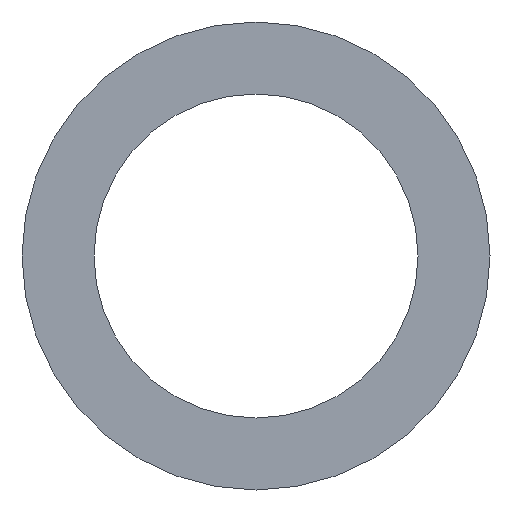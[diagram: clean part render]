
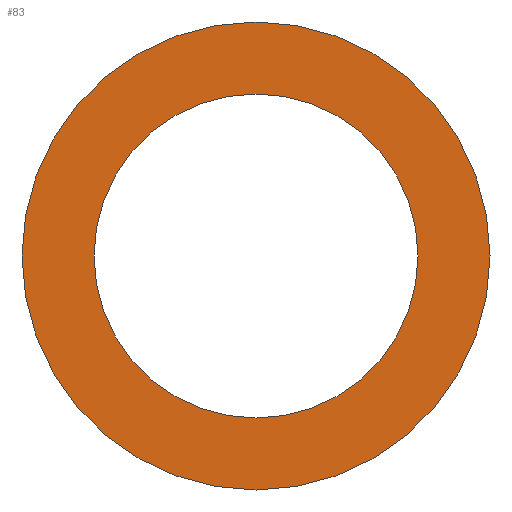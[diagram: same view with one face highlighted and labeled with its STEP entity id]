
A CAD part, front view. The second image highlights one B-rep face of the part: STEP entity #83.
In plain terms, the highlighted planar face has unit normal (0, -1, 0).
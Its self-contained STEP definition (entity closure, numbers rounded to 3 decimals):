
#12 = DIRECTION ( 'NONE',  ( 0., 1., 0. ) ) ;
#17 = DIRECTION ( 'NONE',  ( 0., 1., 0. ) ) ;
#21 = EDGE_LOOP ( 'NONE', ( #177, #67 ) ) ;
#43 = VERTEX_POINT ( 'NONE', #138 ) ;
#48 = AXIS2_PLACEMENT_3D ( 'NONE', #165, #17, #90 ) ;
#59 = EDGE_CURVE ( 'NONE', #43, #102, #99, .T. ) ;
#67 = ORIENTED_EDGE ( 'NONE', *, *, #59, .T. ) ;
#72 = CARTESIAN_POINT ( 'NONE',  ( 0., 0., 6.5 ) ) ;
#73 = DIRECTION ( 'NONE',  ( 0., 1., 0. ) ) ;
#76 = EDGE_CURVE ( 'NONE', #128, #147, #247, .T. ) ;
#83 = ADVANCED_FACE ( 'NONE', ( #242, #209 ), #114, .F. ) ;
#87 = DIRECTION ( 'NONE',  ( 0., 0., 1. ) ) ;
#90 = DIRECTION ( 'NONE',  ( 0., 0., 1. ) ) ;
#91 = DIRECTION ( 'NONE',  ( 0., 0., 1. ) ) ;
#99 = CIRCLE ( 'NONE', #115, 4.5 ) ;
#102 = VERTEX_POINT ( 'NONE', #245 ) ;
#110 = CARTESIAN_POINT ( 'NONE',  ( 0., 0., -6.5 ) ) ;
#114 = PLANE ( 'NONE',  #150 ) ;
#115 = AXIS2_PLACEMENT_3D ( 'NONE', #219, #169, #151 ) ;
#126 = AXIS2_PLACEMENT_3D ( 'NONE', #137, #223, #87 ) ;
#128 = VERTEX_POINT ( 'NONE', #110 ) ;
#137 = CARTESIAN_POINT ( 'NONE',  ( 0., 0., 0. ) ) ;
#138 = CARTESIAN_POINT ( 'NONE',  ( 0., 0., 4.5 ) ) ;
#141 = EDGE_LOOP ( 'NONE', ( #143, #200 ) ) ;
#143 = ORIENTED_EDGE ( 'NONE', *, *, #76, .F. ) ;
#147 = VERTEX_POINT ( 'NONE', #72 ) ;
#150 = AXIS2_PLACEMENT_3D ( 'NONE', #167, #73, #191 ) ;
#151 = DIRECTION ( 'NONE',  ( 0., 0., 1. ) ) ;
#165 = CARTESIAN_POINT ( 'NONE',  ( 0., 0., 0. ) ) ;
#167 = CARTESIAN_POINT ( 'NONE',  ( 0., 0., 0. ) ) ;
#169 = DIRECTION ( 'NONE',  ( 0., 1., 0. ) ) ;
#177 = ORIENTED_EDGE ( 'NONE', *, *, #239, .T. ) ;
#191 = DIRECTION ( 'NONE',  ( 0., 0., 1. ) ) ;
#199 = AXIS2_PLACEMENT_3D ( 'NONE', #224, #12, #91 ) ;
#200 = ORIENTED_EDGE ( 'NONE', *, *, #221, .F. ) ;
#209 = FACE_BOUND ( 'NONE', #21, .T. ) ;
#210 = CIRCLE ( 'NONE', #126, 4.5 ) ;
#219 = CARTESIAN_POINT ( 'NONE',  ( 0., 0., 0. ) ) ;
#221 = EDGE_CURVE ( 'NONE', #147, #128, #231, .T. ) ;
#223 = DIRECTION ( 'NONE',  ( 0., 1., 0. ) ) ;
#224 = CARTESIAN_POINT ( 'NONE',  ( 0., 0., 0. ) ) ;
#231 = CIRCLE ( 'NONE', #48, 6.5 ) ;
#239 = EDGE_CURVE ( 'NONE', #102, #43, #210, .T. ) ;
#242 = FACE_OUTER_BOUND ( 'NONE', #141, .T. ) ;
#245 = CARTESIAN_POINT ( 'NONE',  ( 0., 0., -4.5 ) ) ;
#247 = CIRCLE ( 'NONE', #199, 6.5 ) ;
